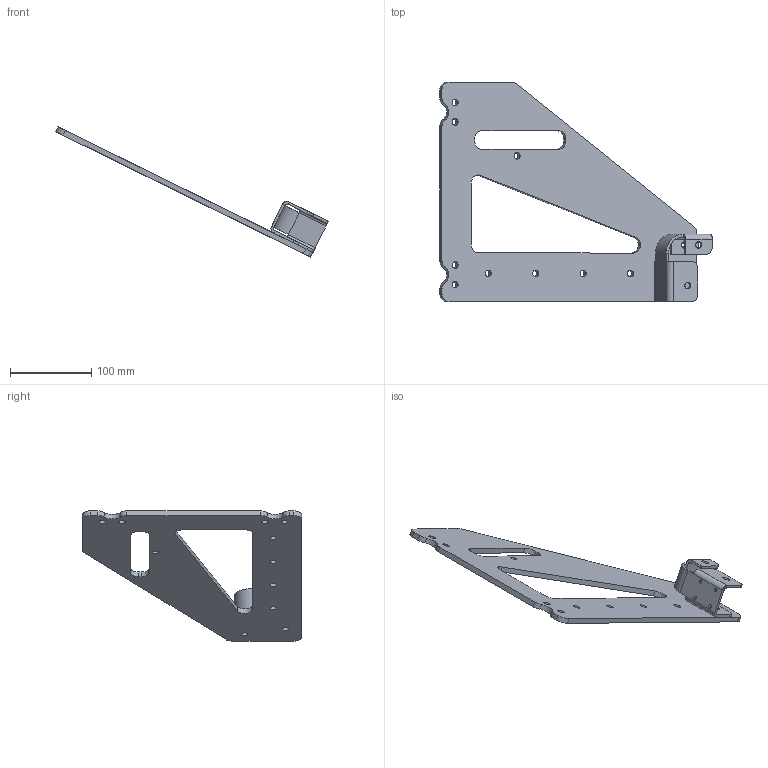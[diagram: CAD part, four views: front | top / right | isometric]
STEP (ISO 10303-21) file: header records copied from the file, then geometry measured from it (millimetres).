
FILE_DESCRIPTION(('CATIA V5 STEP','CAx-IF Rec.Pracs.--- Model Styling and Organization---1.5--- 2016-08-15','CAx-IF Rec.Pracs.---Supplemental Geometry---1.0---2011-11-01','CAx-IF Rec.Pracs.--- Composite Materials ---3.4---2017-06-13','CAx-IF Rec.Pracs.---Tessellated 3D Geometry---1.0---2015-12-17'),'2;1');
FILE_NAME('Bras_long_simple.stp','2023-09-25T17:33:47+00:00',('none'),('none'),'CATIA Version 5-6 Release 2021 SP3','CATIA V5 STEP AP242 v2','none');
FILE_SCHEMA(('AP242_MANAGED_MODEL_BASED_3D_ENGINEERING_MIM_LF {1 0 10303 442 1 1 4}'));
Length unit declared in the file: millimetre
Products named in the file (5): ASSEMBLAGE H18; ASS_CENTRE_V4.9.5; SOUS-ANCRAGE-LONG; RBOT9-AN15_Défaut; RBOT9-AN2_Défaut
Assembly tree (4 placements, depth 4):
  ASSEMBLAGE H18
    ASS_CENTRE_V4.9.5
      SOUS-ANCRAGE-LONG
        RBOT9-AN15_Défaut
        RBOT9-AN2_Défaut
Bounding box: 335.32 x 270 x 160.07 mm (x, y, z)
Volume: 377150.8 mm3; surface area: 144981.6 mm2
Topology: 2 solids, 2 shells, 130 faces, 344 edges, 218 vertices
Faces by surface type: cylinder 74, plane 56
Entity records: 4256 total; most frequent: CARTESIAN_POINT 1146, ORIENTED_EDGE 688, DIRECTION 480, EDGE_CURVE 344, VERTEX_POINT 218, AXIS2_PLACEMENT_3D 200, VECTOR 190, LINE 190
